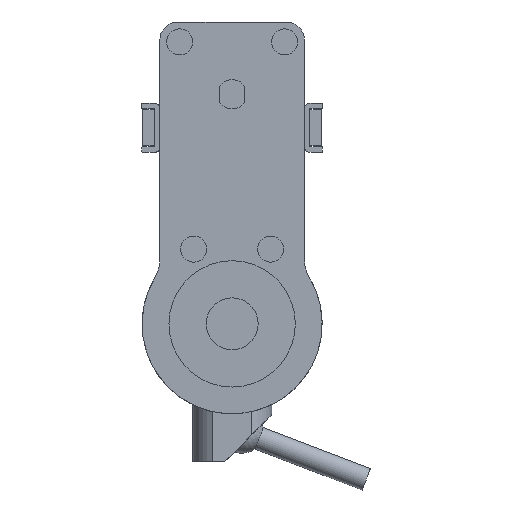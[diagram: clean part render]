
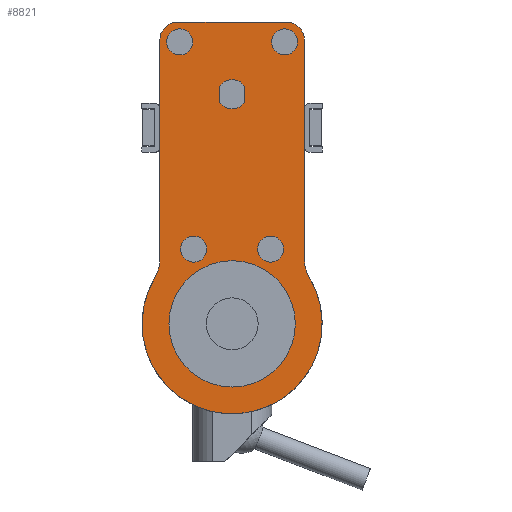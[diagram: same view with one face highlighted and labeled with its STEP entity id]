
A CAD part, left-side view. The second image highlights one B-rep face of the part: STEP entity #8821.
In plain terms, the highlighted planar face has unit normal (-1, 0, 0).
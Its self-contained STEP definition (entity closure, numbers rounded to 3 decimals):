
#911=FACE_BOUND('',#2883,.T.);
#912=FACE_BOUND('',#2884,.T.);
#913=FACE_BOUND('',#2885,.T.);
#914=FACE_BOUND('',#2886,.T.);
#915=FACE_BOUND('',#2887,.T.);
#916=FACE_BOUND('',#2888,.T.);
#1065=LINE('',#11314,#1728);
#1070=LINE('',#11326,#1733);
#1077=LINE('',#11359,#1740);
#1078=LINE('',#11367,#1741);
#1079=LINE('',#11370,#1742);
#1728=VECTOR('',#9823,10.);
#1733=VECTOR('',#9838,10.);
#1740=VECTOR('',#9877,10.);
#1741=VECTOR('',#9884,10.);
#1742=VECTOR('',#9887,10.);
#2410=FACE_OUTER_BOUND('',#2882,.T.);
#2882=EDGE_LOOP('',(#5963,#5964,#5965,#5966,#5967,#5968,#5969,#5970));
#2883=EDGE_LOOP('',(#5971));
#2884=EDGE_LOOP('',(#5972));
#2885=EDGE_LOOP('',(#5973));
#2886=EDGE_LOOP('',(#5974));
#2887=EDGE_LOOP('',(#5975,#5976,#5977,#5978));
#2888=EDGE_LOOP('',(#5979));
#3431=CIRCLE('',#9376,4.05);
#3432=CIRCLE('',#9378,4.05);
#3433=CIRCLE('',#9381,3.6);
#3434=CIRCLE('',#9383,3.6);
#3435=CIRCLE('',#9385,3.6);
#3436=CIRCLE('',#9387,3.6);
#3440=CIRCLE('',#9395,5.);
#3441=CIRCLE('',#9396,10.);
#3442=CIRCLE('',#9397,24.918);
#3443=CIRCLE('',#9398,10.);
#3444=CIRCLE('',#9399,5.);
#3445=CIRCLE('',#9400,17.5);
#3582=VERTEX_POINT('',#11312);
#3583=VERTEX_POINT('',#11313);
#3584=VERTEX_POINT('',#11318);
#3585=VERTEX_POINT('',#11322);
#3586=VERTEX_POINT('',#11328);
#3587=VERTEX_POINT('',#11332);
#3588=VERTEX_POINT('',#11336);
#3589=VERTEX_POINT('',#11340);
#3593=VERTEX_POINT('',#11355);
#3594=VERTEX_POINT('',#11356);
#3595=VERTEX_POINT('',#11358);
#3596=VERTEX_POINT('',#11360);
#3597=VERTEX_POINT('',#11362);
#3598=VERTEX_POINT('',#11364);
#3599=VERTEX_POINT('',#11366);
#3600=VERTEX_POINT('',#11368);
#3601=VERTEX_POINT('',#11371);
#4558=EDGE_CURVE('',#3582,#3583,#1065,.T.);
#4562=EDGE_CURVE('',#3582,#3584,#3431,.T.);
#4563=EDGE_CURVE('',#3585,#3583,#3432,.T.);
#4565=EDGE_CURVE('',#3584,#3585,#1070,.T.);
#4566=EDGE_CURVE('',#3586,#3586,#3433,.T.);
#4568=EDGE_CURVE('',#3587,#3587,#3434,.T.);
#4570=EDGE_CURVE('',#3588,#3588,#3435,.T.);
#4572=EDGE_CURVE('',#3589,#3589,#3436,.T.);
#4579=EDGE_CURVE('',#3593,#3594,#3440,.T.);
#4580=EDGE_CURVE('',#3595,#3593,#1077,.T.);
#4581=EDGE_CURVE('',#3596,#3595,#3441,.T.);
#4582=EDGE_CURVE('',#3597,#3596,#3442,.T.);
#4583=EDGE_CURVE('',#3598,#3597,#3443,.T.);
#4584=EDGE_CURVE('',#3599,#3598,#1078,.T.);
#4585=EDGE_CURVE('',#3600,#3599,#3444,.T.);
#4586=EDGE_CURVE('',#3594,#3600,#1079,.T.);
#4587=EDGE_CURVE('',#3601,#3601,#3445,.T.);
#5963=ORIENTED_EDGE('',*,*,#4579,.F.);
#5964=ORIENTED_EDGE('',*,*,#4580,.F.);
#5965=ORIENTED_EDGE('',*,*,#4581,.F.);
#5966=ORIENTED_EDGE('',*,*,#4582,.F.);
#5967=ORIENTED_EDGE('',*,*,#4583,.F.);
#5968=ORIENTED_EDGE('',*,*,#4584,.F.);
#5969=ORIENTED_EDGE('',*,*,#4585,.F.);
#5970=ORIENTED_EDGE('',*,*,#4586,.F.);
#5971=ORIENTED_EDGE('',*,*,#4566,.T.);
#5972=ORIENTED_EDGE('',*,*,#4568,.T.);
#5973=ORIENTED_EDGE('',*,*,#4570,.T.);
#5974=ORIENTED_EDGE('',*,*,#4572,.T.);
#5975=ORIENTED_EDGE('',*,*,#4563,.T.);
#5976=ORIENTED_EDGE('',*,*,#4558,.F.);
#5977=ORIENTED_EDGE('',*,*,#4562,.T.);
#5978=ORIENTED_EDGE('',*,*,#4565,.T.);
#5979=ORIENTED_EDGE('',*,*,#4587,.F.);
#8639=PLANE('',#9394);
#8821=ADVANCED_FACE('',(#2410,#911,#912,#913,#914,#915,#916),#8639,.T.);
#9376=AXIS2_PLACEMENT_3D('',#11320,#9829,#9830);
#9378=AXIS2_PLACEMENT_3D('',#11323,#9833,#9834);
#9381=AXIS2_PLACEMENT_3D('',#11329,#9841,#9842);
#9383=AXIS2_PLACEMENT_3D('',#11333,#9846,#9847);
#9385=AXIS2_PLACEMENT_3D('',#11337,#9851,#9852);
#9387=AXIS2_PLACEMENT_3D('',#11341,#9856,#9857);
#9394=AXIS2_PLACEMENT_3D('',#11354,#9873,#9874);
#9395=AXIS2_PLACEMENT_3D('',#11357,#9875,#9876);
#9396=AXIS2_PLACEMENT_3D('',#11361,#9878,#9879);
#9397=AXIS2_PLACEMENT_3D('',#11363,#9880,#9881);
#9398=AXIS2_PLACEMENT_3D('',#11365,#9882,#9883);
#9399=AXIS2_PLACEMENT_3D('',#11369,#9885,#9886);
#9400=AXIS2_PLACEMENT_3D('',#11372,#9888,#9889);
#9823=DIRECTION('',(0.,0.,-1.));
#9829=DIRECTION('center_axis',(1.,0.,0.));
#9830=DIRECTION('ref_axis',(0.,-1.,0.));
#9833=DIRECTION('center_axis',(1.,0.,0.));
#9834=DIRECTION('ref_axis',(0.,-1.,0.));
#9838=DIRECTION('',(0.,0.,-1.));
#9841=DIRECTION('center_axis',(1.,0.,0.));
#9842=DIRECTION('ref_axis',(0.,-1.,0.));
#9846=DIRECTION('center_axis',(1.,0.,0.));
#9847=DIRECTION('ref_axis',(0.,-1.,0.));
#9851=DIRECTION('center_axis',(1.,0.,0.));
#9852=DIRECTION('ref_axis',(0.,-1.,0.));
#9856=DIRECTION('center_axis',(1.,0.,0.));
#9857=DIRECTION('ref_axis',(0.,-1.,0.));
#9873=DIRECTION('center_axis',(-1.,0.,0.));
#9874=DIRECTION('ref_axis',(0.,-1.,0.));
#9875=DIRECTION('center_axis',(1.,0.,0.));
#9876=DIRECTION('ref_axis',(0.,0.707,0.707));
#9877=DIRECTION('',(0.,0.,1.));
#9878=DIRECTION('center_axis',(-1.,0.,0.));
#9879=DIRECTION('ref_axis',(0.,-0.964,-0.265));
#9880=DIRECTION('center_axis',(1.,0.,0.));
#9881=DIRECTION('ref_axis',(0.,1.,0.));
#9882=DIRECTION('center_axis',(-1.,0.,0.));
#9883=DIRECTION('ref_axis',(0.,0.964,-0.265));
#9884=DIRECTION('',(0.,0.,-1.));
#9885=DIRECTION('center_axis',(1.,0.,0.));
#9886=DIRECTION('ref_axis',(0.,-0.707,0.707));
#9887=DIRECTION('',(0.,-1.,0.));
#9888=DIRECTION('center_axis',(-1.,0.,0.));
#9889=DIRECTION('ref_axis',(0.,-1.,0.));
#11312=CARTESIAN_POINT('',(-53.218,3.55,65.527));
#11313=CARTESIAN_POINT('',(-53.218,3.55,61.629));
#11314=CARTESIAN_POINT('',(-53.218,3.55,83.578));
#11318=CARTESIAN_POINT('',(-53.218,-3.55,65.527));
#11320=CARTESIAN_POINT('Origin',(-53.218,0.,
63.578));
#11322=CARTESIAN_POINT('',(-53.218,-3.55,61.629));
#11323=CARTESIAN_POINT('Origin',(-53.218,0.,
63.578));
#11326=CARTESIAN_POINT('',(-53.218,-3.55,83.578));
#11328=CARTESIAN_POINT('',(-53.218,-10.918,78.078));
#11329=CARTESIAN_POINT('Origin',(-53.218,-14.518,78.078));
#11332=CARTESIAN_POINT('',(-53.218,-7.037,20.673));
#11333=CARTESIAN_POINT('Origin',(-53.218,-10.637,20.673));
#11336=CARTESIAN_POINT('',(-53.218,18.118,78.078));
#11337=CARTESIAN_POINT('Origin',(-53.218,14.518,78.078));
#11340=CARTESIAN_POINT('',(-53.218,14.237,20.673));
#11341=CARTESIAN_POINT('Origin',(-53.218,10.637,20.673));
#11354=CARTESIAN_POINT('Origin',(-53.218,0.,
26.355));
#11355=CARTESIAN_POINT('',(-53.218,20.018,78.578));
#11356=CARTESIAN_POINT('',(-53.218,15.018,83.578));
#11357=CARTESIAN_POINT('Origin',(-53.218,15.018,78.578));
#11358=CARTESIAN_POINT('',(-53.218,20.018,17.838));
#11359=CARTESIAN_POINT('',(-53.218,20.018,20.597));
#11360=CARTESIAN_POINT('',(-53.218,21.421,12.729));
#11361=CARTESIAN_POINT('Origin',(-53.218,30.018,17.838));
#11362=CARTESIAN_POINT('',(-53.218,-21.421,12.729));
#11363=CARTESIAN_POINT('Origin',(-53.218,0.,
0.));
#11364=CARTESIAN_POINT('',(-53.218,-20.018,17.838));
#11365=CARTESIAN_POINT('Origin',(-53.218,-30.018,17.838));
#11366=CARTESIAN_POINT('',(-53.218,-20.018,78.578));
#11367=CARTESIAN_POINT('',(-53.218,-20.018,53.532));
#11368=CARTESIAN_POINT('',(-53.218,-15.018,83.578));
#11369=CARTESIAN_POINT('Origin',(-53.218,-15.018,78.578));
#11370=CARTESIAN_POINT('',(-53.218,-10.009,83.578));
#11371=CARTESIAN_POINT('',(-53.218,17.5,0.));
#11372=CARTESIAN_POINT('Origin',(-53.218,0.,
0.));
